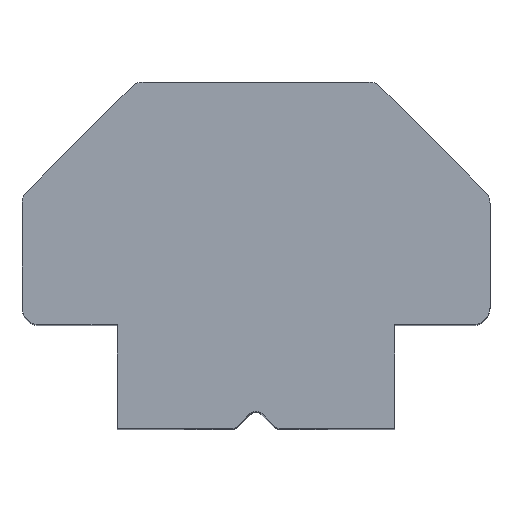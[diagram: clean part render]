
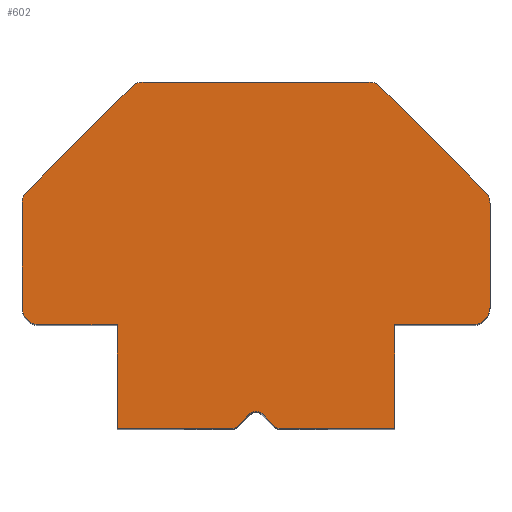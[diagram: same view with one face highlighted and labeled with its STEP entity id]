
A CAD part, top view. The second image highlights one B-rep face of the part: STEP entity #602.
In plain terms, the highlighted planar face has unit normal (0, 0, 1).
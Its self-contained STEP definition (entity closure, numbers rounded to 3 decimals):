
#32=PLANE('',#679);
#62=FACE_OUTER_BOUND('',#93,.T.);
#93=EDGE_LOOP('',(#538,#539,#540,#541,#542,#543,#544,#545,#546,#547,#548,
#549,#550,#551,#552,#553,#554,#555,#556,#557,#558,#559));
#110=LINE('',#936,#165);
#120=LINE('',#963,#175);
#123=LINE('',#971,#178);
#124=LINE('',#974,#179);
#137=LINE('',#1011,#192);
#138=LINE('',#1014,#193);
#140=LINE('',#1018,#195);
#143=LINE('',#1026,#198);
#146=LINE('',#1034,#201);
#149=LINE('',#1042,#204);
#152=LINE('',#1050,#207);
#155=LINE('',#1058,#210);
#158=LINE('',#1065,#213);
#165=VECTOR('',#714,10.);
#175=VECTOR('',#746,10.);
#178=VECTOR('',#755,10.);
#179=VECTOR('',#758,10.);
#192=VECTOR('',#787,10.);
#193=VECTOR('',#790,10.);
#195=VECTOR('',#794,10.);
#198=VECTOR('',#803,10.);
#201=VECTOR('',#812,10.);
#204=VECTOR('',#821,10.);
#207=VECTOR('',#830,10.);
#210=VECTOR('',#839,10.);
#213=VECTOR('',#848,10.);
#221=CIRCLE('',#640,0.25);
#223=CIRCLE('',#644,0.25);
#224=CIRCLE('',#648,0.25);
#231=CIRCLE('',#662,0.5);
#232=CIRCLE('',#665,0.5);
#233=CIRCLE('',#668,0.5);
#234=CIRCLE('',#671,0.5);
#235=CIRCLE('',#674,0.5);
#236=CIRCLE('',#677,0.5);
#256=VERTEX_POINT('',#933);
#257=VERTEX_POINT('',#935);
#260=VERTEX_POINT('',#947);
#261=VERTEX_POINT('',#949);
#263=VERTEX_POINT('',#957);
#264=VERTEX_POINT('',#965);
#265=VERTEX_POINT('',#967);
#266=VERTEX_POINT('',#973);
#282=VERTEX_POINT('',#1009);
#283=VERTEX_POINT('',#1013);
#284=VERTEX_POINT('',#1017);
#285=VERTEX_POINT('',#1021);
#286=VERTEX_POINT('',#1025);
#287=VERTEX_POINT('',#1029);
#288=VERTEX_POINT('',#1033);
#289=VERTEX_POINT('',#1037);
#290=VERTEX_POINT('',#1041);
#291=VERTEX_POINT('',#1045);
#292=VERTEX_POINT('',#1049);
#293=VERTEX_POINT('',#1053);
#294=VERTEX_POINT('',#1057);
#295=VERTEX_POINT('',#1061);
#318=EDGE_CURVE('',#257,#256,#110,.T.);
#325=EDGE_CURVE('',#261,#260,#221,.T.);
#329=EDGE_CURVE('',#263,#257,#223,.T.);
#332=EDGE_CURVE('',#260,#263,#120,.T.);
#334=EDGE_CURVE('',#265,#264,#224,.T.);
#336=EDGE_CURVE('',#264,#261,#123,.T.);
#337=EDGE_CURVE('',#266,#265,#124,.T.);
#356=EDGE_CURVE('',#256,#282,#137,.T.);
#357=EDGE_CURVE('',#283,#266,#138,.T.);
#359=EDGE_CURVE('',#284,#283,#140,.T.);
#361=EDGE_CURVE('',#285,#284,#231,.T.);
#363=EDGE_CURVE('',#286,#285,#143,.T.);
#365=EDGE_CURVE('',#287,#286,#232,.T.);
#367=EDGE_CURVE('',#288,#287,#146,.T.);
#369=EDGE_CURVE('',#289,#288,#233,.T.);
#371=EDGE_CURVE('',#290,#289,#149,.T.);
#373=EDGE_CURVE('',#291,#290,#234,.T.);
#375=EDGE_CURVE('',#292,#291,#152,.T.);
#377=EDGE_CURVE('',#293,#292,#235,.T.);
#379=EDGE_CURVE('',#294,#293,#155,.T.);
#381=EDGE_CURVE('',#295,#294,#236,.T.);
#383=EDGE_CURVE('',#282,#295,#158,.T.);
#538=ORIENTED_EDGE('',*,*,#329,.T.);
#539=ORIENTED_EDGE('',*,*,#318,.T.);
#540=ORIENTED_EDGE('',*,*,#356,.T.);
#541=ORIENTED_EDGE('',*,*,#383,.T.);
#542=ORIENTED_EDGE('',*,*,#381,.T.);
#543=ORIENTED_EDGE('',*,*,#379,.T.);
#544=ORIENTED_EDGE('',*,*,#377,.T.);
#545=ORIENTED_EDGE('',*,*,#375,.T.);
#546=ORIENTED_EDGE('',*,*,#373,.T.);
#547=ORIENTED_EDGE('',*,*,#371,.T.);
#548=ORIENTED_EDGE('',*,*,#369,.T.);
#549=ORIENTED_EDGE('',*,*,#367,.T.);
#550=ORIENTED_EDGE('',*,*,#365,.T.);
#551=ORIENTED_EDGE('',*,*,#363,.T.);
#552=ORIENTED_EDGE('',*,*,#361,.T.);
#553=ORIENTED_EDGE('',*,*,#359,.T.);
#554=ORIENTED_EDGE('',*,*,#357,.T.);
#555=ORIENTED_EDGE('',*,*,#337,.T.);
#556=ORIENTED_EDGE('',*,*,#334,.T.);
#557=ORIENTED_EDGE('',*,*,#336,.T.);
#558=ORIENTED_EDGE('',*,*,#325,.T.);
#559=ORIENTED_EDGE('',*,*,#332,.T.);
#602=ADVANCED_FACE('',(#62),#32,.T.);
#640=AXIS2_PLACEMENT_3D('',#950,#728,#729);
#644=AXIS2_PLACEMENT_3D('',#958,#738,#739);
#648=AXIS2_PLACEMENT_3D('',#968,#750,#751);
#662=AXIS2_PLACEMENT_3D('',#1022,#798,#799);
#665=AXIS2_PLACEMENT_3D('',#1030,#807,#808);
#668=AXIS2_PLACEMENT_3D('',#1038,#816,#817);
#671=AXIS2_PLACEMENT_3D('',#1046,#825,#826);
#674=AXIS2_PLACEMENT_3D('',#1054,#834,#835);
#677=AXIS2_PLACEMENT_3D('',#1062,#843,#844);
#679=AXIS2_PLACEMENT_3D('',#1066,#849,#850);
#714=DIRECTION('',(1.,0.,0.));
#728=DIRECTION('center_axis',(0.,0.,-1.));
#729=DIRECTION('ref_axis',(0.707,0.707,0.));
#738=DIRECTION('center_axis',(0.,0.,1.));
#739=DIRECTION('ref_axis',(0.707,0.707,0.));
#746=DIRECTION('',(0.707,-0.707,0.));
#750=DIRECTION('center_axis',(0.,0.,1.));
#751=DIRECTION('ref_axis',(0.,1.,0.));
#755=DIRECTION('',(0.707,0.707,0.));
#758=DIRECTION('',(1.,0.,0.));
#787=DIRECTION('',(0.,1.,0.));
#790=DIRECTION('',(0.,-1.,0.));
#794=DIRECTION('',(1.,0.,0.));
#798=DIRECTION('center_axis',(0.,0.,1.));
#799=DIRECTION('ref_axis',(-1.,0.,0.));
#803=DIRECTION('',(0.,-1.,0.));
#807=DIRECTION('center_axis',(0.,0.,1.));
#808=DIRECTION('ref_axis',(-0.707,0.707,0.));
#812=DIRECTION('',(-0.707,-0.707,0.));
#816=DIRECTION('center_axis',(0.,0.,1.));
#817=DIRECTION('ref_axis',(0.,1.,0.));
#821=DIRECTION('',(-1.,0.,0.));
#825=DIRECTION('center_axis',(0.,0.,1.));
#826=DIRECTION('ref_axis',(0.707,0.707,0.));
#830=DIRECTION('',(-0.707,0.707,0.));
#834=DIRECTION('center_axis',(0.,0.,1.));
#835=DIRECTION('ref_axis',(1.,0.,0.));
#839=DIRECTION('',(0.,1.,0.));
#843=DIRECTION('center_axis',(0.,0.,1.));
#844=DIRECTION('ref_axis',(0.,-1.,0.));
#848=DIRECTION('',(1.,0.,0.));
#849=DIRECTION('center_axis',(0.,0.,1.));
#850=DIRECTION('ref_axis',(1.,0.,0.));
#933=CARTESIAN_POINT('',(4.,-3.,10.));
#935=CARTESIAN_POINT('',(0.707,-3.,10.));
#936=CARTESIAN_POINT('',(-4.,-3.,10.));
#947=CARTESIAN_POINT('',(0.177,-2.573,10.));
#949=CARTESIAN_POINT('',(-0.177,-2.573,10.));
#950=CARTESIAN_POINT('Origin',(0.,-2.75,10.));
#957=CARTESIAN_POINT('',(0.53,-2.927,10.));
#958=CARTESIAN_POINT('Origin',(0.707,-2.75,10.));
#963=CARTESIAN_POINT('',(-0.79,-1.606,10.));
#965=CARTESIAN_POINT('',(-0.53,-2.927,10.));
#967=CARTESIAN_POINT('',(-0.707,-3.,10.));
#968=CARTESIAN_POINT('Origin',(-0.707,-2.75,10.));
#971=CARTESIAN_POINT('',(0.967,-1.429,10.));
#973=CARTESIAN_POINT('',(-4.,-3.,10.));
#974=CARTESIAN_POINT('',(-4.,-3.,10.));
#1009=CARTESIAN_POINT('',(4.,0.,10.));
#1011=CARTESIAN_POINT('',(4.,-3.,10.));
#1013=CARTESIAN_POINT('',(-4.,0.,10.));
#1014=CARTESIAN_POINT('',(-4.,0.,10.));
#1017=CARTESIAN_POINT('',(-6.25,0.,10.));
#1018=CARTESIAN_POINT('',(-6.25,0.,10.));
#1021=CARTESIAN_POINT('',(-6.75,0.5,10.));
#1022=CARTESIAN_POINT('Origin',(-6.25,0.5,10.));
#1025=CARTESIAN_POINT('',(-6.75,3.5,10.));
#1026=CARTESIAN_POINT('',(-6.75,3.5,10.));
#1029=CARTESIAN_POINT('',(-6.604,3.854,10.));
#1030=CARTESIAN_POINT('Origin',(-6.25,3.5,10.));
#1033=CARTESIAN_POINT('',(-3.604,6.854,10.));
#1034=CARTESIAN_POINT('',(-3.604,6.854,10.));
#1037=CARTESIAN_POINT('',(-3.25,7.,10.));
#1038=CARTESIAN_POINT('Origin',(-3.25,6.5,10.));
#1041=CARTESIAN_POINT('',(3.25,7.,10.));
#1042=CARTESIAN_POINT('',(3.25,7.,10.));
#1045=CARTESIAN_POINT('',(3.604,6.854,10.));
#1046=CARTESIAN_POINT('Origin',(3.25,6.5,10.));
#1049=CARTESIAN_POINT('',(6.604,3.854,10.));
#1050=CARTESIAN_POINT('',(6.604,3.854,10.));
#1053=CARTESIAN_POINT('',(6.75,3.5,10.));
#1054=CARTESIAN_POINT('Origin',(6.25,3.5,10.));
#1057=CARTESIAN_POINT('',(6.75,0.5,10.));
#1058=CARTESIAN_POINT('',(6.75,0.5,10.));
#1061=CARTESIAN_POINT('',(6.25,0.,10.));
#1062=CARTESIAN_POINT('Origin',(6.25,0.5,10.));
#1065=CARTESIAN_POINT('',(4.,0.,10.));
#1066=CARTESIAN_POINT('Origin',(0.,1.826,10.));
